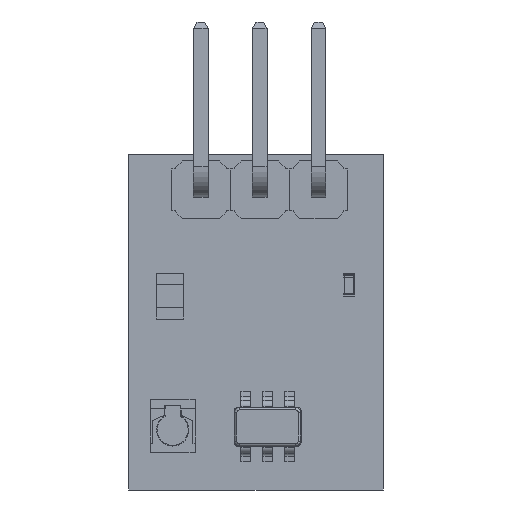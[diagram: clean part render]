
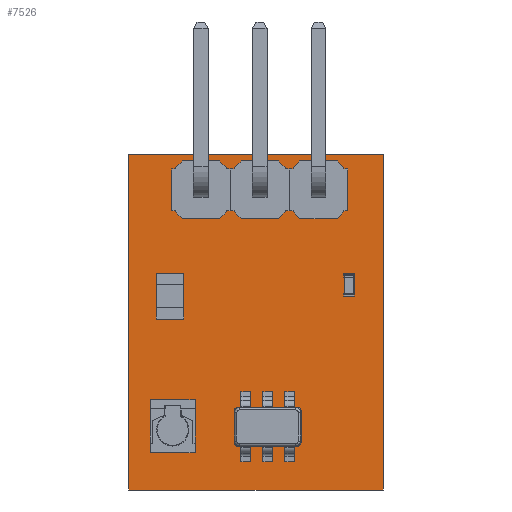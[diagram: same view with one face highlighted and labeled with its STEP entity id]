
A CAD part, front view. The second image highlights one B-rep face of the part: STEP entity #7526.
In plain terms, the highlighted planar face has unit normal (0, -1, 0).
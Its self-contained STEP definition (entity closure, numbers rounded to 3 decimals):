
#680=PLANE('',#8281);
#1116=FACE_OUTER_BOUND('',#1559,.T.);
#1559=EDGE_LOOP('',(#7085,#7086,#7087,#7088));
#2343=LINE('',#14940,#3138);
#2347=LINE('',#14948,#3142);
#2350=LINE('',#14954,#3145);
#2353=LINE('',#14959,#3148);
#3138=VECTOR('',#10376,10.);
#3142=VECTOR('',#10382,10.);
#3145=VECTOR('',#10387,10.);
#3148=VECTOR('',#10392,10.);
#3988=VERTEX_POINT('',#14938);
#3989=VERTEX_POINT('',#14939);
#3992=VERTEX_POINT('',#14947);
#3994=VERTEX_POINT('',#14953);
#5015=EDGE_CURVE('',#3988,#3989,#2343,.T.);
#5019=EDGE_CURVE('',#3989,#3992,#2347,.T.);
#5022=EDGE_CURVE('',#3992,#3994,#2350,.T.);
#5025=EDGE_CURVE('',#3994,#3988,#2353,.T.);
#7085=ORIENTED_EDGE('',*,*,#5025,.T.);
#7086=ORIENTED_EDGE('',*,*,#5015,.T.);
#7087=ORIENTED_EDGE('',*,*,#5019,.T.);
#7088=ORIENTED_EDGE('',*,*,#5022,.T.);
#7526=ADVANCED_FACE('',(#1116),#680,.F.);
#8281=AXIS2_PLACEMENT_3D('',#14962,#10396,#10397);
#10376=DIRECTION('',(0.,0.,-1.));
#10382=DIRECTION('',(1.,0.,0.));
#10387=DIRECTION('',(0.,0.,1.));
#10392=DIRECTION('',(-1.,0.,0.));
#10396=DIRECTION('center_axis',(0.,1.,0.));
#10397=DIRECTION('ref_axis',(1.,0.,0.));
#14938=CARTESIAN_POINT('',(-5.5,0.,7.25));
#14939=CARTESIAN_POINT('',(-5.5,0.,-7.25));
#14940=CARTESIAN_POINT('',(-5.5,0.,7.25));
#14947=CARTESIAN_POINT('',(5.5,0.,-7.25));
#14948=CARTESIAN_POINT('',(-5.5,0.,-7.25));
#14953=CARTESIAN_POINT('',(5.5,0.,7.25));
#14954=CARTESIAN_POINT('',(5.5,0.,-7.25));
#14959=CARTESIAN_POINT('',(5.5,0.,7.25));
#14962=CARTESIAN_POINT('Origin',(0.,0.,0.));
